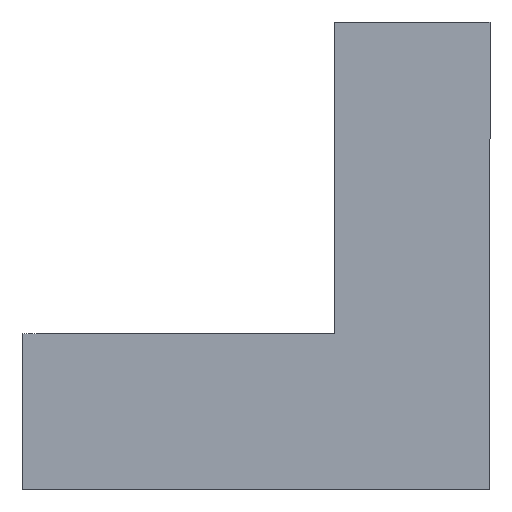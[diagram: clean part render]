
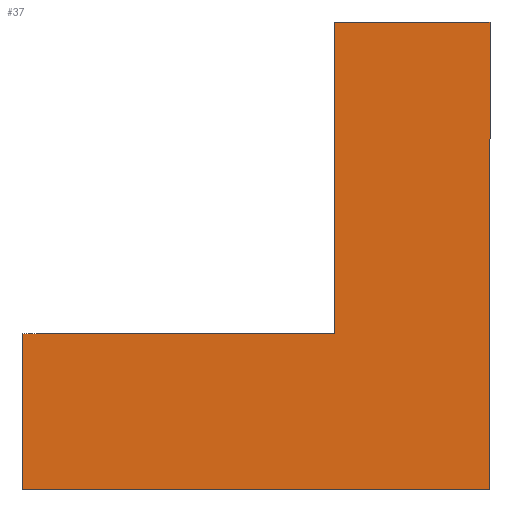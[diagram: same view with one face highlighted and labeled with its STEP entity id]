
A CAD part, front view. The second image highlights one B-rep face of the part: STEP entity #37.
In plain terms, the highlighted planar face has unit normal (0, -1, 0).
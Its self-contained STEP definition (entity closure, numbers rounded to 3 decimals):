
#2 = AXIS2_PLACEMENT_3D ( 'NONE', #103, #292, #58 ) ;
#7 = VERTEX_POINT ( 'NONE', #266 ) ;
#9 = FACE_OUTER_BOUND ( 'NONE', #104, .T. ) ;
#12 = CARTESIAN_POINT ( 'NONE',  ( 0., 0., 30. ) ) ;
#18 = CARTESIAN_POINT ( 'NONE',  ( 0., 0., 0. ) ) ;
#32 = LINE ( 'NONE', #86, #203 ) ;
#37 = ADVANCED_FACE ( 'NONE', ( #9 ), #293, .T. ) ;
#46 = VERTEX_POINT ( 'NONE', #184 ) ;
#47 = LINE ( 'NONE', #18, #201 ) ;
#48 = EDGE_CURVE ( 'NONE', #152, #76, #200, .T. ) ;
#55 = EDGE_CURVE ( 'NONE', #76, #46, #32, .T. ) ;
#56 = VERTEX_POINT ( 'NONE', #299 ) ;
#58 = DIRECTION ( 'NONE',  ( 0., 0., -1. ) ) ;
#59 = CARTESIAN_POINT ( 'NONE',  ( -10., 0., 10. ) ) ;
#61 = DIRECTION ( 'NONE',  ( 1., 0., 0. ) ) ;
#63 = CARTESIAN_POINT ( 'NONE',  ( -30., 0., 10. ) ) ;
#76 = VERTEX_POINT ( 'NONE', #269 ) ;
#80 = ORIENTED_EDGE ( 'NONE', *, *, #48, .F. ) ;
#86 = CARTESIAN_POINT ( 'NONE',  ( -10., 0., 30. ) ) ;
#103 = CARTESIAN_POINT ( 'NONE',  ( 0., 0., 0. ) ) ;
#104 = EDGE_LOOP ( 'NONE', ( #220, #196, #244, #80, #125, #238 ) ) ;
#118 = LINE ( 'NONE', #234, #190 ) ;
#124 = EDGE_CURVE ( 'NONE', #7, #152, #296, .T. ) ;
#125 = ORIENTED_EDGE ( 'NONE', *, *, #124, .F. ) ;
#126 = VECTOR ( 'NONE', #159, 1000. ) ;
#127 = VERTEX_POINT ( 'NONE', #161 ) ;
#134 = CARTESIAN_POINT ( 'NONE',  ( -30., 0., 10. ) ) ;
#145 = DIRECTION ( 'NONE',  ( 0., 0., -1. ) ) ;
#148 = EDGE_CURVE ( 'NONE', #46, #127, #186, .T. ) ;
#152 = VERTEX_POINT ( 'NONE', #134 ) ;
#159 = DIRECTION ( 'NONE',  ( 1., 0., 0. ) ) ;
#161 = CARTESIAN_POINT ( 'NONE',  ( 0., 0., 30. ) ) ;
#168 = VECTOR ( 'NONE', #251, 1000. ) ;
#184 = CARTESIAN_POINT ( 'NONE',  ( -10., 0., 30. ) ) ;
#186 = LINE ( 'NONE', #12, #126 ) ;
#190 = VECTOR ( 'NONE', #303, 1000. ) ;
#196 = ORIENTED_EDGE ( 'NONE', *, *, #148, .F. ) ;
#200 = LINE ( 'NONE', #59, #302 ) ;
#201 = VECTOR ( 'NONE', #145, 1000. ) ;
#203 = VECTOR ( 'NONE', #229, 1000. ) ;
#220 = ORIENTED_EDGE ( 'NONE', *, *, #254, .F. ) ;
#222 = EDGE_CURVE ( 'NONE', #56, #7, #118, .T. ) ;
#229 = DIRECTION ( 'NONE',  ( 0., 0., 1. ) ) ;
#234 = CARTESIAN_POINT ( 'NONE',  ( 0., 0., 0. ) ) ;
#238 = ORIENTED_EDGE ( 'NONE', *, *, #222, .F. ) ;
#244 = ORIENTED_EDGE ( 'NONE', *, *, #55, .F. ) ;
#251 = DIRECTION ( 'NONE',  ( 0., 0., 1. ) ) ;
#254 = EDGE_CURVE ( 'NONE', #127, #56, #47, .T. ) ;
#266 = CARTESIAN_POINT ( 'NONE',  ( -30., 0., 0. ) ) ;
#269 = CARTESIAN_POINT ( 'NONE',  ( -10., 0., 10. ) ) ;
#292 = DIRECTION ( 'NONE',  ( 0., -1., 0. ) ) ;
#293 = PLANE ( 'NONE',  #2 ) ;
#296 = LINE ( 'NONE', #63, #168 ) ;
#299 = CARTESIAN_POINT ( 'NONE',  ( 0., 0., 0. ) ) ;
#302 = VECTOR ( 'NONE', #61, 1000. ) ;
#303 = DIRECTION ( 'NONE',  ( -1., 0., 0. ) ) ;
